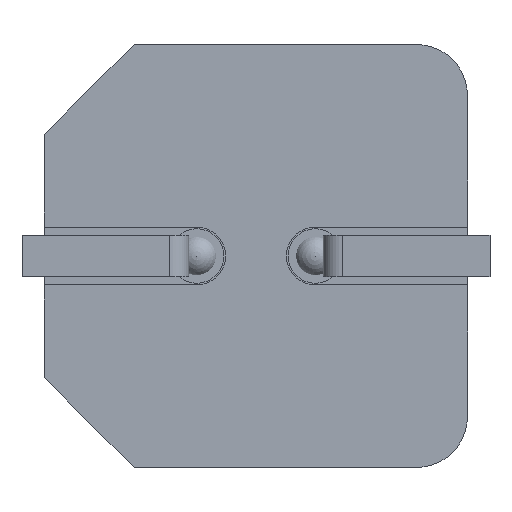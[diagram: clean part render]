
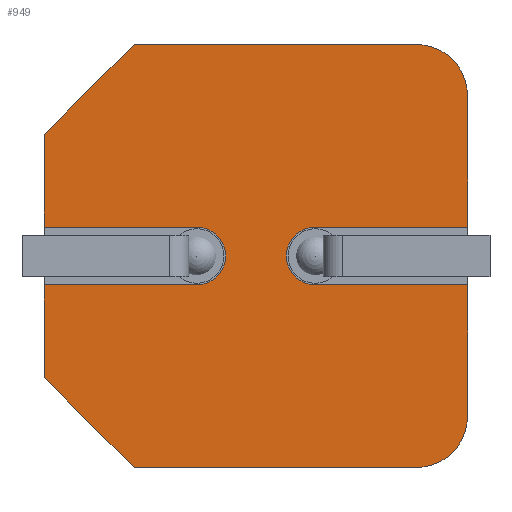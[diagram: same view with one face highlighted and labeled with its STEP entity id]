
A CAD part, front view. The second image highlights one B-rep face of the part: STEP entity #949.
In plain terms, the highlighted planar face has unit normal (0, -1, 0).
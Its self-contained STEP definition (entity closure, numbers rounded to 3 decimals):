
#949 = ADVANCED_FACE('',(#950),#1084,.T.);
#950 = FACE_BOUND('',#951,.T.);
#951 = EDGE_LOOP('',(#952,#962,#970,#979,#987,#995,#1004,#1012,#1020,
    #1028,#1036,#1045,#1053,#1061,#1069,#1077));
#952 = ORIENTED_EDGE('',*,*,#953,.T.);
#953 = EDGE_CURVE('',#954,#956,#958,.T.);
#954 = VERTEX_POINT('',#955);
#955 = CARTESIAN_POINT('',(-3.3,0.,2.5));
#956 = VERTEX_POINT('',#957);
#957 = CARTESIAN_POINT('',(-3.3,0.,0.45));
#958 = LINE('',#959,#960);
#959 = CARTESIAN_POINT('',(-3.3,0.,0.));
#960 = VECTOR('',#961,1.);
#961 = DIRECTION('',(0.,-0.,-1.));
#962 = ORIENTED_EDGE('',*,*,#963,.T.);
#963 = EDGE_CURVE('',#956,#964,#966,.T.);
#964 = VERTEX_POINT('',#965);
#965 = CARTESIAN_POINT('',(-0.925,0.,0.45));
#966 = LINE('',#967,#968);
#967 = CARTESIAN_POINT('',(0.,0.,0.45));
#968 = VECTOR('',#969,1.);
#969 = DIRECTION('',(1.,0.,0.));
#970 = ORIENTED_EDGE('',*,*,#971,.T.);
#971 = EDGE_CURVE('',#964,#972,#974,.T.);
#972 = VERTEX_POINT('',#973);
#973 = CARTESIAN_POINT('',(-0.925,0.,-0.45));
#974 = CIRCLE('',#975,0.45);
#975 = AXIS2_PLACEMENT_3D('',#976,#977,#978);
#976 = CARTESIAN_POINT('',(-0.925,0.,0.));
#977 = DIRECTION('',(0.,1.,0.));
#978 = DIRECTION('',(0.,0.,-1.));
#979 = ORIENTED_EDGE('',*,*,#980,.T.);
#980 = EDGE_CURVE('',#972,#981,#983,.T.);
#981 = VERTEX_POINT('',#982);
#982 = CARTESIAN_POINT('',(-3.3,0.,-0.45));
#983 = LINE('',#984,#985);
#984 = CARTESIAN_POINT('',(0.,0.,-0.45));
#985 = VECTOR('',#986,1.);
#986 = DIRECTION('',(-1.,-0.,-0.));
#987 = ORIENTED_EDGE('',*,*,#988,.T.);
#988 = EDGE_CURVE('',#981,#989,#991,.T.);
#989 = VERTEX_POINT('',#990);
#990 = CARTESIAN_POINT('',(-3.3,0.,-2.5));
#991 = LINE('',#992,#993);
#992 = CARTESIAN_POINT('',(-3.3,0.,0.));
#993 = VECTOR('',#994,1.);
#994 = DIRECTION('',(0.,-0.,-1.));
#995 = ORIENTED_EDGE('',*,*,#996,.T.);
#996 = EDGE_CURVE('',#989,#997,#999,.T.);
#997 = VERTEX_POINT('',#998);
#998 = CARTESIAN_POINT('',(-2.5,0.,-3.3));
#999 = CIRCLE('',#1000,0.8);
#1000 = AXIS2_PLACEMENT_3D('',#1001,#1002,#1003);
#1001 = CARTESIAN_POINT('',(-2.5,0.,-2.5));
#1002 = DIRECTION('',(0.,-1.,0.));
#1003 = DIRECTION('',(0.,0.,-1.));
#1004 = ORIENTED_EDGE('',*,*,#1005,.T.);
#1005 = EDGE_CURVE('',#997,#1006,#1008,.T.);
#1006 = VERTEX_POINT('',#1007);
#1007 = CARTESIAN_POINT('',(1.9,0.,-3.3));
#1008 = LINE('',#1009,#1010);
#1009 = CARTESIAN_POINT('',(0.,0.,-3.3));
#1010 = VECTOR('',#1011,1.);
#1011 = DIRECTION('',(1.,0.,0.));
#1012 = ORIENTED_EDGE('',*,*,#1013,.T.);
#1013 = EDGE_CURVE('',#1006,#1014,#1016,.T.);
#1014 = VERTEX_POINT('',#1015);
#1015 = CARTESIAN_POINT('',(3.3,0.,-1.9));
#1016 = LINE('',#1017,#1018);
#1017 = CARTESIAN_POINT('',(1.9,0.,-3.3));
#1018 = VECTOR('',#1019,1.);
#1019 = DIRECTION('',(0.707,0.,0.707));
#1020 = ORIENTED_EDGE('',*,*,#1021,.T.);
#1021 = EDGE_CURVE('',#1014,#1022,#1024,.T.);
#1022 = VERTEX_POINT('',#1023);
#1023 = CARTESIAN_POINT('',(3.3,0.,-0.45));
#1024 = LINE('',#1025,#1026);
#1025 = CARTESIAN_POINT('',(3.3,0.,3.3));
#1026 = VECTOR('',#1027,1.);
#1027 = DIRECTION('',(0.,0.,1.));
#1028 = ORIENTED_EDGE('',*,*,#1029,.T.);
#1029 = EDGE_CURVE('',#1022,#1030,#1032,.T.);
#1030 = VERTEX_POINT('',#1031);
#1031 = CARTESIAN_POINT('',(0.925,0.,-0.45));
#1032 = LINE('',#1033,#1034);
#1033 = CARTESIAN_POINT('',(0.,0.,-0.45));
#1034 = VECTOR('',#1035,1.);
#1035 = DIRECTION('',(-1.,-0.,-0.));
#1036 = ORIENTED_EDGE('',*,*,#1037,.T.);
#1037 = EDGE_CURVE('',#1030,#1038,#1040,.T.);
#1038 = VERTEX_POINT('',#1039);
#1039 = CARTESIAN_POINT('',(0.925,0.,0.45));
#1040 = CIRCLE('',#1041,0.45);
#1041 = AXIS2_PLACEMENT_3D('',#1042,#1043,#1044);
#1042 = CARTESIAN_POINT('',(0.925,0.,0.));
#1043 = DIRECTION('',(0.,1.,0.));
#1044 = DIRECTION('',(0.,0.,-1.));
#1045 = ORIENTED_EDGE('',*,*,#1046,.T.);
#1046 = EDGE_CURVE('',#1038,#1047,#1049,.T.);
#1047 = VERTEX_POINT('',#1048);
#1048 = CARTESIAN_POINT('',(3.3,0.,0.45));
#1049 = LINE('',#1050,#1051);
#1050 = CARTESIAN_POINT('',(0.,0.,0.45));
#1051 = VECTOR('',#1052,1.);
#1052 = DIRECTION('',(1.,0.,0.));
#1053 = ORIENTED_EDGE('',*,*,#1054,.T.);
#1054 = EDGE_CURVE('',#1047,#1055,#1057,.T.);
#1055 = VERTEX_POINT('',#1056);
#1056 = CARTESIAN_POINT('',(3.3,0.,1.9));
#1057 = LINE('',#1058,#1059);
#1058 = CARTESIAN_POINT('',(3.3,0.,3.3));
#1059 = VECTOR('',#1060,1.);
#1060 = DIRECTION('',(0.,0.,1.));
#1061 = ORIENTED_EDGE('',*,*,#1062,.T.);
#1062 = EDGE_CURVE('',#1055,#1063,#1065,.T.);
#1063 = VERTEX_POINT('',#1064);
#1064 = CARTESIAN_POINT('',(1.9,0.,3.3));
#1065 = LINE('',#1066,#1067);
#1066 = CARTESIAN_POINT('',(3.3,0.,1.9));
#1067 = VECTOR('',#1068,1.);
#1068 = DIRECTION('',(-0.707,0.,0.707));
#1069 = ORIENTED_EDGE('',*,*,#1070,.T.);
#1070 = EDGE_CURVE('',#1063,#1071,#1073,.T.);
#1071 = VERTEX_POINT('',#1072);
#1072 = CARTESIAN_POINT('',(-2.5,0.,3.3));
#1073 = LINE('',#1074,#1075);
#1074 = CARTESIAN_POINT('',(0.,0.,3.3));
#1075 = VECTOR('',#1076,1.);
#1076 = DIRECTION('',(-1.,-0.,-0.));
#1077 = ORIENTED_EDGE('',*,*,#1078,.T.);
#1078 = EDGE_CURVE('',#1071,#954,#1079,.T.);
#1079 = CIRCLE('',#1080,0.8);
#1080 = AXIS2_PLACEMENT_3D('',#1081,#1082,#1083);
#1081 = CARTESIAN_POINT('',(-2.5,0.,2.5));
#1082 = DIRECTION('',(0.,-1.,0.));
#1083 = DIRECTION('',(0.,0.,-1.));
#1084 = PLANE('',#1085);
#1085 = AXIS2_PLACEMENT_3D('',#1086,#1087,#1088);
#1086 = CARTESIAN_POINT('',(0.,0.,0.));
#1087 = DIRECTION('',(0.,-1.,0.));
#1088 = DIRECTION('',(0.,-0.,-1.));
